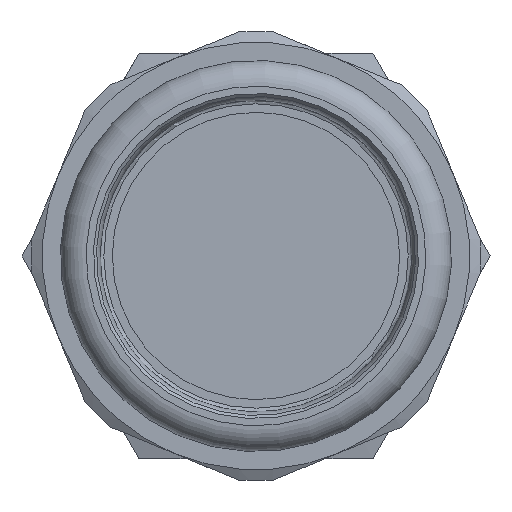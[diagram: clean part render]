
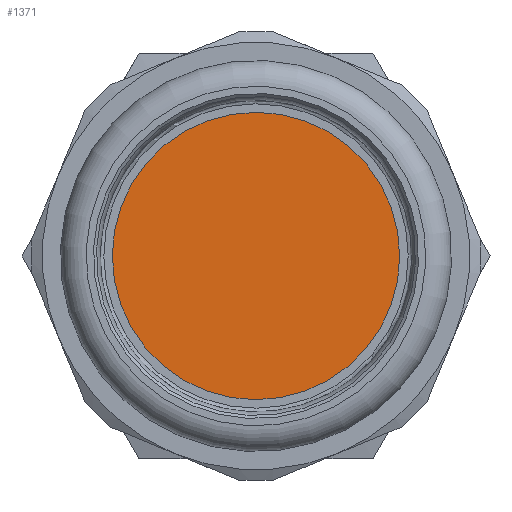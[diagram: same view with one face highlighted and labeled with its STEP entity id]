
A CAD part, left-side view. The second image highlights one B-rep face of the part: STEP entity #1371.
In plain terms, the highlighted planar face has unit normal (-1, 0, 0).
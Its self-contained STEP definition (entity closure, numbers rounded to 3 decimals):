
#103=CIRCLE('',#1525,19.5);
#236=FACE_OUTER_BOUND('',#331,.T.);
#331=EDGE_LOOP('',(#986));
#562=VERTEX_POINT('',#2378);
#711=EDGE_CURVE('',#562,#562,#103,.T.);
#986=ORIENTED_EDGE('',*,*,#711,.F.);
#1227=PLANE('',#1524);
#1371=ADVANCED_FACE('',(#236),#1227,.F.);
#1524=AXIS2_PLACEMENT_3D('',#2377,#1807,#1808);
#1525=AXIS2_PLACEMENT_3D('',#2379,#1809,#1810);
#1807=DIRECTION('center_axis',(1.,0.,0.));
#1808=DIRECTION('ref_axis',(0.,1.,0.));
#1809=DIRECTION('center_axis',(1.,0.,0.));
#1810=DIRECTION('ref_axis',(0.,-0.764,-0.645));
#2377=CARTESIAN_POINT('Origin',(31.2,24.05,0.));
#2378=CARTESIAN_POINT('',(31.2,14.903,12.576));
#2379=CARTESIAN_POINT('Origin',(31.2,0.,0.));
